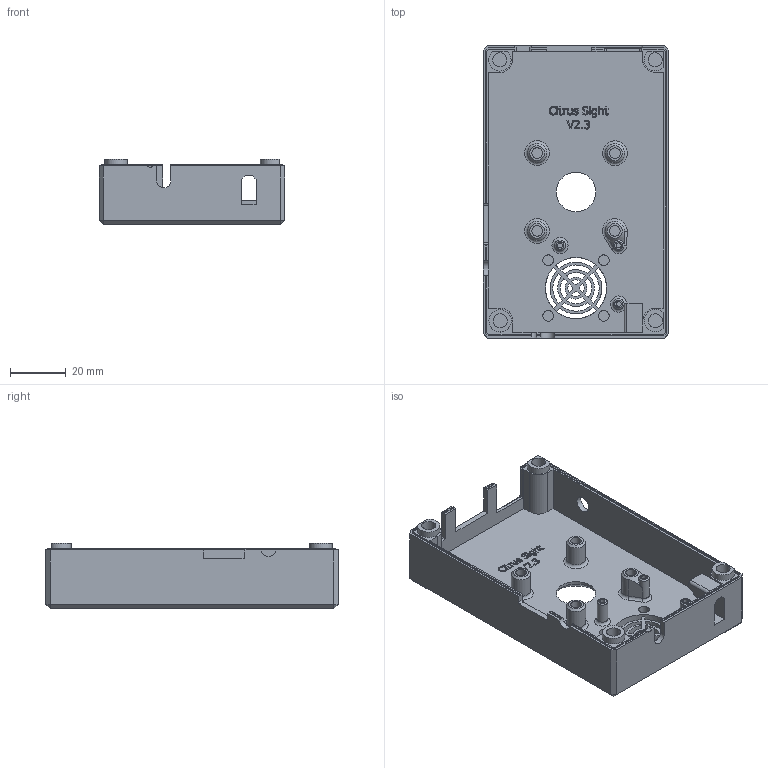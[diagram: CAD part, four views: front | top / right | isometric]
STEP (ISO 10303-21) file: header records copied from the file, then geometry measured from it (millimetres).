
FILE_DESCRIPTION(/* description */ (''),/* implementation_level */ '2;1');
FILE_NAME(/* name */ 'CountDown_Top.stp',/* time_stamp */ '2024-03-22T19:59:51-04:00',/* author */ ('Daniel Wang'),/* organization */ (''),/* preprocessor_version */ 'ST-DEVELOPER v20',/* originating_system */ 'Autodesk Inventor 2024',/* authorisation */ '');
FILE_SCHEMA (('AUTOMOTIVE_DESIGN { 1 0 10303 214 3 1 1 }'));
Length unit declared in the file: inch
Products named in the file (1): OPI Case TOP_V2.0
Bounding box: 66.8 x 105.1 x 23.69 mm (x, y, z)
Volume: 41988.7 mm3; surface area: 29172.3 mm2
Topology: 4 solids, 4 shells, 705 faces, 1870 edges, 1216 vertices
Faces by surface type: plane 410, bspline 165, cylinder 81, cone 40, torus 9
Full cylindrical faces by diameter (mm): 1.613 x2, 1.813 x3, 3.813 x3, 3.861 x8, 5.055 x4, 6 x1, 6.861 x3, 8.055 x1, 14.25 x1, 22 x1
Entity records: 22610 total; most frequent: CARTESIAN_POINT 6011, ORIENTED_EDGE 3740, DIRECTION 2786, EDGE_CURVE 1870, LINE 1240, VECTOR 1240, VERTEX_POINT 1216, EDGE_LOOP 786
